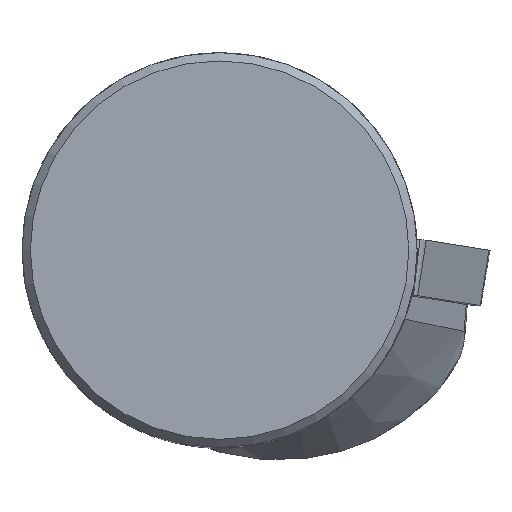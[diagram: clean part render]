
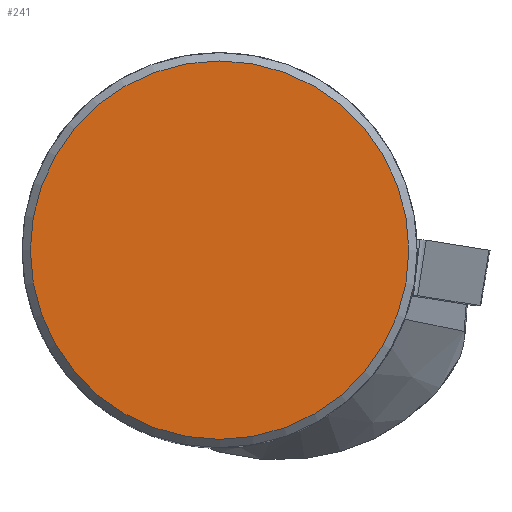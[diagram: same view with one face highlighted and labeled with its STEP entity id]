
A CAD part, top view. The second image highlights one B-rep face of the part: STEP entity #241.
In plain terms, the highlighted planar face has unit normal (0, 0, 1).
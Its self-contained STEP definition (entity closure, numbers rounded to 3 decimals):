
#125=PLANE('',#1316);
#182=FACE_OUTER_BOUND('',#535,.T.);
#241=ADVANCED_FACE('',(#182),#125,.F.);
#535=EDGE_LOOP('',(#794));
#794=ORIENTED_EDGE('',*,*,#1092,.T.);
#947=VERTEX_POINT('',#2140);
#1092=EDGE_CURVE('',#947,#947,#1152,.T.);
#1152=CIRCLE('',#1314,15.325);
#1314=AXIS2_PLACEMENT_3D('',#2139,#1597,#1598);
#1316=AXIS2_PLACEMENT_3D('',#2142,#1601,#1602);
#1597=DIRECTION('',(0.,0.,1.));
#1598=DIRECTION('',(1.,0.,0.));
#1601=DIRECTION('',(0.,0.,-1.));
#1602=DIRECTION('',(-1.,0.,0.));
#2139=CARTESIAN_POINT('',(0.,0.,0.));
#2140=CARTESIAN_POINT('',(15.325,0.,0.));
#2142=CARTESIAN_POINT('',(0.,0.,0.));
